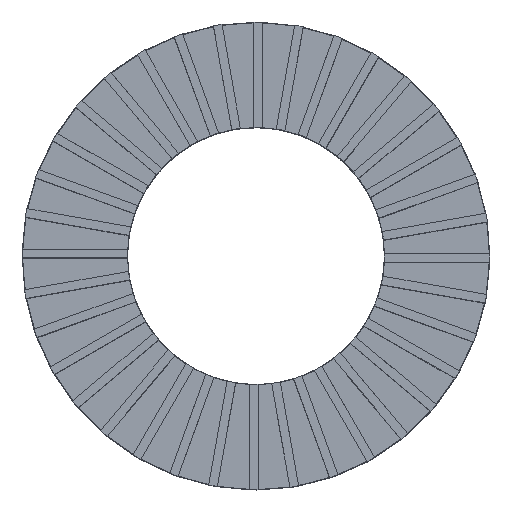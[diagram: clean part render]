
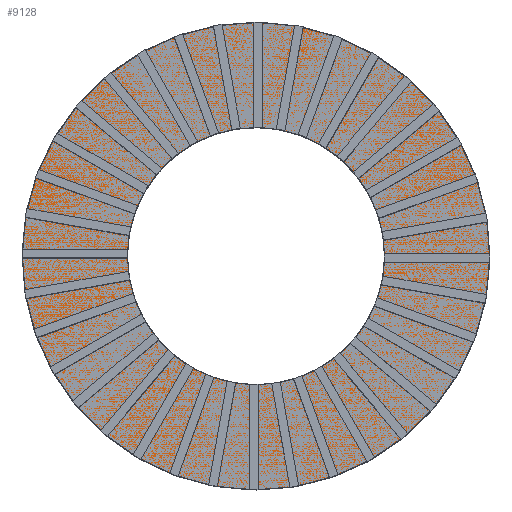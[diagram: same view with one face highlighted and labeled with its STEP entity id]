
A CAD part, top view. The second image highlights one B-rep face of the part: STEP entity #9128.
In plain terms, the highlighted planar face has unit normal (0, 0, 1).
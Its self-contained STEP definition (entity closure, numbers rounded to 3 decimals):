
#335 = AXIS2_PLACEMENT_3D ( 'NONE', #5929, #10258, #4780 ) ;
#758 = VECTOR ( 'NONE', #11145, 1000. ) ;
#791 = EDGE_CURVE ( 'NONE', #12685, #11845, #4325, .T. ) ;
#916 = PLANE ( 'NONE',  #10625 ) ;
#1406 = VERTEX_POINT ( 'NONE', #13747 ) ;
#1422 = ORIENTED_EDGE ( 'NONE', *, *, #2062, .T. ) ;
#1626 = DIRECTION ( 'NONE',  ( 1., 0., 0. ) ) ;
#2062 = EDGE_CURVE ( 'NONE', #6894, #12685, #12755, .T. ) ;
#2341 = EDGE_CURVE ( 'NONE', #6894, #9716, #11858, .T. ) ;
#3136 = CARTESIAN_POINT ( 'NONE',  ( -0.344, 21.997, 4. ) ) ;
#3546 = AXIS2_PLACEMENT_3D ( 'NONE', #8252, #4912, #9257 ) ;
#3659 = AXIS2_PLACEMENT_3D ( 'NONE', #5836, #6974, #4756 ) ;
#3851 = CARTESIAN_POINT ( 'NONE',  ( 40., 0., 4. ) ) ;
#4005 = DIRECTION ( 'NONE',  ( 0., 0., 1. ) ) ;
#4308 = DIRECTION ( 'NONE',  ( 0., 0., 1. ) ) ;
#4325 = CIRCLE ( 'NONE', #3659, 40. ) ;
#4756 = DIRECTION ( 'NONE',  ( 1., 0., 0. ) ) ;
#4780 = DIRECTION ( 'NONE',  ( 1., 0., 0. ) ) ;
#4811 = ORIENTED_EDGE ( 'NONE', *, *, #12335, .F. ) ;
#4881 = CARTESIAN_POINT ( 'NONE',  ( 0., 0., 4. ) ) ;
#4902 = ORIENTED_EDGE ( 'NONE', *, *, #8457, .T. ) ;
#4912 = DIRECTION ( 'NONE',  ( 0., 0., 1. ) ) ;
#5064 = ORIENTED_EDGE ( 'NONE', *, *, #2341, .F. ) ;
#5377 = DIRECTION ( 'NONE',  ( 0., -1., 0. ) ) ;
#5590 = EDGE_CURVE ( 'NONE', #9716, #8767, #12606, .T. ) ;
#5836 = CARTESIAN_POINT ( 'NONE',  ( 0., 0., 4. ) ) ;
#5929 = CARTESIAN_POINT ( 'NONE',  ( 0., 0., 4. ) ) ;
#6276 = FACE_OUTER_BOUND ( 'NONE', #9711, .T. ) ;
#6745 = ORIENTED_EDGE ( 'NONE', *, *, #7172, .F. ) ;
#6876 = LINE ( 'NONE', #13266, #758 ) ;
#6894 = VERTEX_POINT ( 'NONE', #11567 ) ;
#6974 = DIRECTION ( 'NONE',  ( 0., 0., 1. ) ) ;
#7172 = EDGE_CURVE ( 'NONE', #7557, #14057, #11035, .T. ) ;
#7432 = ORIENTED_EDGE ( 'NONE', *, *, #5590, .F. ) ;
#7557 = VERTEX_POINT ( 'NONE', #9755 ) ;
#8025 = CARTESIAN_POINT ( 'NONE',  ( -40., 0., 4. ) ) ;
#8239 = ORIENTED_EDGE ( 'NONE', *, *, #791, .T. ) ;
#8252 = CARTESIAN_POINT ( 'NONE',  ( 0., 0., 4. ) ) ;
#8457 = EDGE_CURVE ( 'NONE', #11845, #1406, #13098, .T. ) ;
#8576 = DIRECTION ( 'NONE',  ( 1., 0., 0. ) ) ;
#8767 = VERTEX_POINT ( 'NONE', #10899 ) ;
#8991 = CIRCLE ( 'NONE', #3546, 22. ) ;
#9018 = AXIS2_PLACEMENT_3D ( 'NONE', #11412, #4005, #10262 ) ;
#9128 = ADVANCED_FACE ( 'NONE', ( #6276 ), #916, .T. ) ;
#9257 = DIRECTION ( 'NONE',  ( 1., 0., 0. ) ) ;
#9357 = VECTOR ( 'NONE', #5377, 1000. ) ;
#9583 = AXIS2_PLACEMENT_3D ( 'NONE', #4881, #10292, #1626 ) ;
#9711 = EDGE_LOOP ( 'NONE', ( #5064, #1422, #8239, #4902, #12425, #6745, #4811, #7432 ) ) ;
#9716 = VERTEX_POINT ( 'NONE', #3136 ) ;
#9719 = CARTESIAN_POINT ( 'NONE',  ( 0., 0., 4. ) ) ;
#9755 = CARTESIAN_POINT ( 'NONE',  ( 22., 0., 4. ) ) ;
#10258 = DIRECTION ( 'NONE',  ( 0., 0., 1. ) ) ;
#10262 = DIRECTION ( 'NONE',  ( 1., 0., 0. ) ) ;
#10292 = DIRECTION ( 'NONE',  ( 0., 0., 1. ) ) ;
#10625 = AXIS2_PLACEMENT_3D ( 'NONE', #10677, #11615, #12874 ) ;
#10677 = CARTESIAN_POINT ( 'NONE',  ( 0., 0., 4. ) ) ;
#10794 = EDGE_CURVE ( 'NONE', #14057, #1406, #6876, .T. ) ;
#10899 = CARTESIAN_POINT ( 'NONE',  ( -22., 0., 4. ) ) ;
#11000 = CARTESIAN_POINT ( 'NONE',  ( -0.344, 39.999, 4. ) ) ;
#11035 = CIRCLE ( 'NONE', #335, 22. ) ;
#11145 = DIRECTION ( 'NONE',  ( 0., 1., 0. ) ) ;
#11412 = CARTESIAN_POINT ( 'NONE',  ( 0., 0., 4. ) ) ;
#11487 = AXIS2_PLACEMENT_3D ( 'NONE', #9719, #4308, #8576 ) ;
#11567 = CARTESIAN_POINT ( 'NONE',  ( -0.344, 39.999, 4. ) ) ;
#11615 = DIRECTION ( 'NONE',  ( 0., 0., 1. ) ) ;
#11845 = VERTEX_POINT ( 'NONE', #3851 ) ;
#11858 = LINE ( 'NONE', #11000, #9357 ) ;
#12335 = EDGE_CURVE ( 'NONE', #8767, #7557, #8991, .T. ) ;
#12425 = ORIENTED_EDGE ( 'NONE', *, *, #10794, .F. ) ;
#12606 = CIRCLE ( 'NONE', #11487, 22. ) ;
#12685 = VERTEX_POINT ( 'NONE', #8025 ) ;
#12755 = CIRCLE ( 'NONE', #9583, 40. ) ;
#12874 = DIRECTION ( 'NONE',  ( 1., 0., 0. ) ) ;
#13098 = CIRCLE ( 'NONE', #9018, 40. ) ;
#13266 = CARTESIAN_POINT ( 'NONE',  ( 1.156, 39.999, 4. ) ) ;
#13747 = CARTESIAN_POINT ( 'NONE',  ( 1.156, 39.983, 4. ) ) ;
#13851 = CARTESIAN_POINT ( 'NONE',  ( 1.156, 21.97, 4. ) ) ;
#14057 = VERTEX_POINT ( 'NONE', #13851 ) ;
